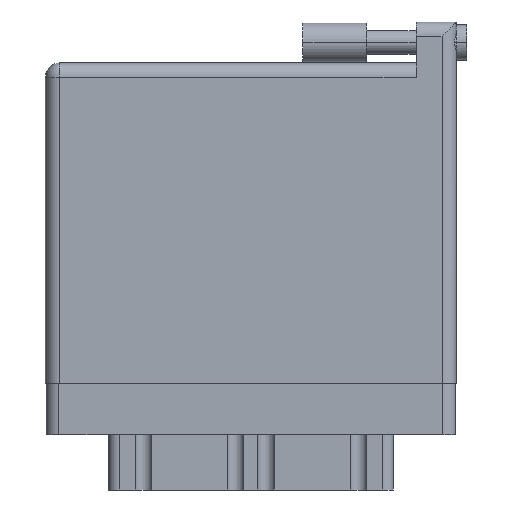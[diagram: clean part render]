
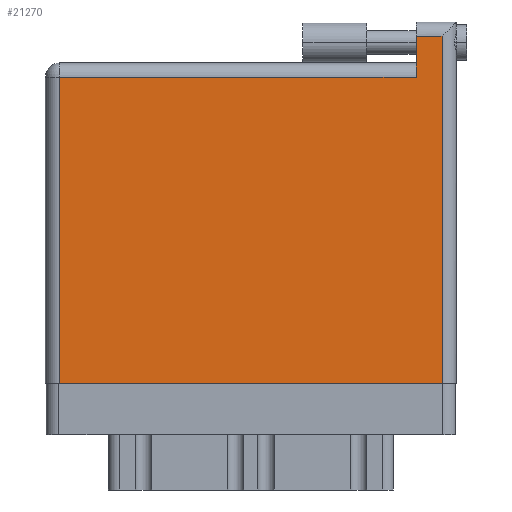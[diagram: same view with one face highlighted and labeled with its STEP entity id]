
A CAD part, front view. The second image highlights one B-rep face of the part: STEP entity #21270.
In plain terms, the highlighted face is planar.
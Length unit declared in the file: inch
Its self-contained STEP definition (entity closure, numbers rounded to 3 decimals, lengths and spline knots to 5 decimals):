
#255 = PLANE ( 'NONE',  #14187 ) ;
#909 = LINE ( 'NONE', #14417, #16526 ) ;
#1373 = EDGE_CURVE ( 'NONE', #19153, #21951, #18859, .T. ) ;
#1784 = ORIENTED_EDGE ( 'NONE', *, *, #29945, .T. ) ;
#2179 = EDGE_CURVE ( 'NONE', #21951, #16070, #17864, .T. ) ;
#2595 = DIRECTION ( 'NONE',  ( -1., 0., 0. ) ) ;
#3916 = EDGE_CURVE ( 'NONE', #13177, #10210, #909, .T. ) ;
#4687 = CARTESIAN_POINT ( 'NONE',  ( 1.811, 1.766, 0. ) ) ;
#5287 = LINE ( 'NONE', #26502, #7496 ) ;
#7496 = VECTOR ( 'NONE', #10386, 39.37008 ) ;
#7651 = CARTESIAN_POINT ( 'NONE',  ( 0., 1.696, 0. ) ) ;
#8155 = DIRECTION ( 'NONE',  ( -1., 0., 0. ) ) ;
#8488 = FACE_OUTER_BOUND ( 'NONE', #26603, .T. ) ;
#8916 = CARTESIAN_POINT ( 'NONE',  ( 1.811, 1.696, 0. ) ) ;
#9510 = ORIENTED_EDGE ( 'NONE', *, *, #10410, .T. ) ;
#10210 = VERTEX_POINT ( 'NONE', #13843 ) ;
#10386 = DIRECTION ( 'NONE',  ( 1., 0., 0. ) ) ;
#10410 = EDGE_CURVE ( 'NONE', #16070, #13177, #21521, .T. ) ;
#11935 = CARTESIAN_POINT ( 'NONE',  ( 1.938, 1.766, 0. ) ) ;
#12046 = ORIENTED_EDGE ( 'NONE', *, *, #1373, .T. ) ;
#12770 = CARTESIAN_POINT ( 'NONE',  ( 0., 1.496, 0. ) ) ;
#13177 = VERTEX_POINT ( 'NONE', #32752 ) ;
#13843 = CARTESIAN_POINT ( 'NONE',  ( 0.07, 0., 0. ) ) ;
#14187 = AXIS2_PLACEMENT_3D ( 'NONE', #16224, #32187, #8155 ) ;
#14417 = CARTESIAN_POINT ( 'NONE',  ( 0.07, 0., 0. ) ) ;
#14739 = VECTOR ( 'NONE', #18204, 39.37008 ) ;
#14881 = DIRECTION ( 'NONE',  ( -1., 0., 0. ) ) ;
#16070 = VERTEX_POINT ( 'NONE', #26175 ) ;
#16224 = CARTESIAN_POINT ( 'NONE',  ( 0., 1.566, 0. ) ) ;
#16526 = VECTOR ( 'NONE', #21787, 39.37008 ) ;
#17864 = LINE ( 'NONE', #4687, #14739 ) ;
#18204 = DIRECTION ( 'NONE',  ( 0., -1., 0. ) ) ;
#18859 = LINE ( 'NONE', #7651, #19815 ) ;
#19153 = VERTEX_POINT ( 'NONE', #24699 ) ;
#19815 = VECTOR ( 'NONE', #14881, 39.37008 ) ;
#20581 = CARTESIAN_POINT ( 'NONE',  ( 1.938, 0., 0. ) ) ;
#21270 = ADVANCED_FACE ( 'NONE', ( #8488 ), #255, .F. ) ;
#21389 = EDGE_CURVE ( 'NONE', #10210, #24247, #5287, .T. ) ;
#21521 = LINE ( 'NONE', #12770, #25962 ) ;
#21787 = DIRECTION ( 'NONE',  ( 0., -1., 0. ) ) ;
#21951 = VERTEX_POINT ( 'NONE', #8916 ) ;
#22634 = DIRECTION ( 'NONE',  ( 0., 1., 0. ) ) ;
#23790 = ORIENTED_EDGE ( 'NONE', *, *, #2179, .T. ) ;
#24247 = VERTEX_POINT ( 'NONE', #20581 ) ;
#24699 = CARTESIAN_POINT ( 'NONE',  ( 1.938, 1.696, 0. ) ) ;
#25962 = VECTOR ( 'NONE', #2595, 39.37008 ) ;
#26175 = CARTESIAN_POINT ( 'NONE',  ( 1.811, 1.496, 0. ) ) ;
#26502 = CARTESIAN_POINT ( 'NONE',  ( 0., 0., 0. ) ) ;
#26603 = EDGE_LOOP ( 'NONE', ( #29616, #1784, #12046, #23790, #9510, #26938 ) ) ;
#26938 = ORIENTED_EDGE ( 'NONE', *, *, #3916, .T. ) ;
#27917 = LINE ( 'NONE', #11935, #34463 ) ;
#29616 = ORIENTED_EDGE ( 'NONE', *, *, #21389, .T. ) ;
#29945 = EDGE_CURVE ( 'NONE', #24247, #19153, #27917, .T. ) ;
#32187 = DIRECTION ( 'NONE',  ( 0., 0., -1. ) ) ;
#32752 = CARTESIAN_POINT ( 'NONE',  ( 0.07, 1.496, 0. ) ) ;
#34463 = VECTOR ( 'NONE', #22634, 39.37008 ) ;
